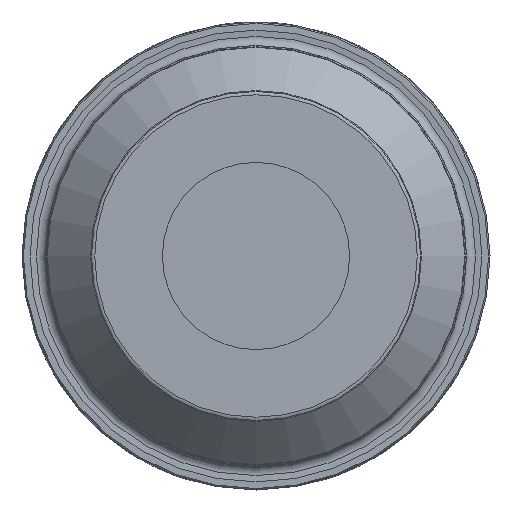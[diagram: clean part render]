
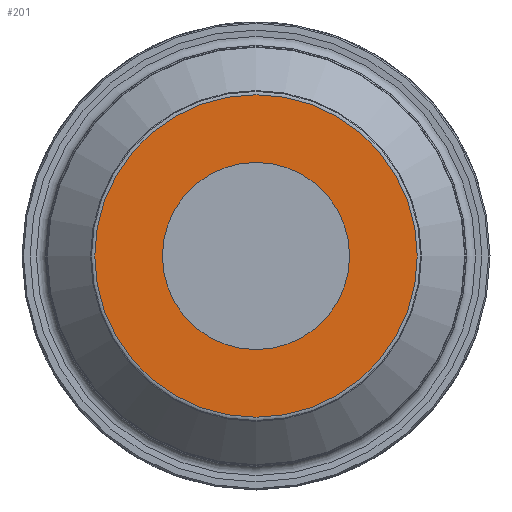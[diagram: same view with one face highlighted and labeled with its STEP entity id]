
A CAD part, left-side view. The second image highlights one B-rep face of the part: STEP entity #201.
In plain terms, the highlighted planar face has unit normal (-1, 0, 0).
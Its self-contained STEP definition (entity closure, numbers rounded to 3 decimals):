
#145=FACE_BOUND('',#292,.T.);
#146=FACE_BOUND('',#293,.T.);
#201=ADVANCED_FACE('',(#145,#146),#250,.F.);
#250=PLANE('',#697);
#292=EDGE_LOOP('',(#370));
#293=EDGE_LOOP('',(#371));
#370=ORIENTED_EDGE('',*,*,#590,.F.);
#371=ORIENTED_EDGE('',*,*,#591,.T.);
#528=VERTEX_POINT('',#961);
#529=VERTEX_POINT('',#963);
#590=EDGE_CURVE('',#528,#528,#669,.T.);
#591=EDGE_CURVE('',#529,#529,#670,.T.);
#669=CIRCLE('',#695,27.564);
#670=CIRCLE('',#696,16.);
#695=AXIS2_PLACEMENT_3D('',#960,#778,#779);
#696=AXIS2_PLACEMENT_3D('',#962,#780,#781);
#697=AXIS2_PLACEMENT_3D('',#964,#782,#783);
#778=DIRECTION('',(1.,0.,0.));
#779=DIRECTION('',(0.,0.,-1.));
#780=DIRECTION('',(1.,0.,0.));
#781=DIRECTION('',(0.,0.,-1.));
#782=DIRECTION('',(1.,0.,0.));
#783=DIRECTION('',(0.,0.,-1.));
#960=CARTESIAN_POINT('',(0.,0.,0.));
#961=CARTESIAN_POINT('',(0.,0.,-27.564));
#962=CARTESIAN_POINT('',(0.,0.,0.));
#963=CARTESIAN_POINT('',(0.,0.,-16.));
#964=CARTESIAN_POINT('',(0.,0.,0.));
